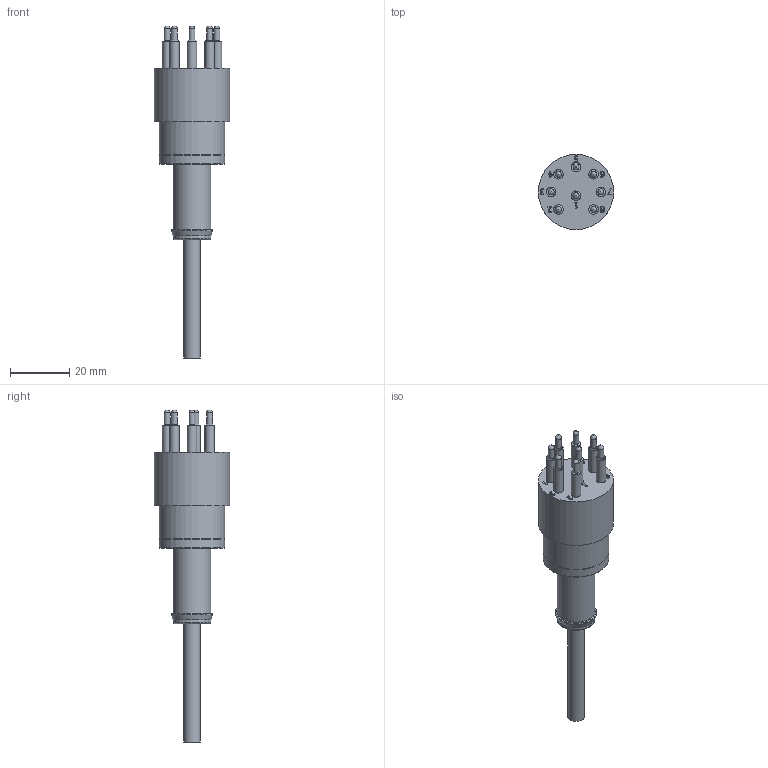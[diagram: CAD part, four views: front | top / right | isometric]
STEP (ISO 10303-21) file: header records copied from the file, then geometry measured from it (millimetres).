
FILE_DESCRIPTION(/* description */ ('STEP AP214'),/* implementation_level */ '2;1');
FILE_NAME(/* name */ 'DPBOF8M.stp',/* time_stamp */ '2021-01-13T08:27:06+01:00',/* author */ ('sh'),/* organization */ (''),/* preprocessor_version */ 'ST-DEVELOPER v17.2',/* originating_system */ 'Autodesk Inventor 2019',/* authorisation */ '');
FILE_SCHEMA (('AUTOMOTIVE_DESIGN { 1 0 10303 214 3 1 1 }'));
Length unit declared in the file: inch
Products named in the file (1): 01210720
Bounding box: 25.35 x 25.35 x 111.84 mm (x, y, z)
Volume: 17967.8 mm3; surface area: 7246.8 mm2
Topology: 2 solids, 2 shells, 250 faces, 688 edges, 476 vertices
Faces by surface type: plane 94, bspline 90, cone 37, cylinder 24, torus 5
Full cylindrical faces by diameter (mm): 1.986 x8, 3.175 x8, 5.588 x2, 8.382 x1, 12.7 x2, 22.149 x2, 25.349 x1
Entity records: 9012 total; most frequent: CARTESIAN_POINT 2689, ORIENTED_EDGE 1376, DIRECTION 1059, EDGE_CURVE 688, VERTEX_POINT 476, AXIS2_PLACEMENT_3D 374, LINE 311, VECTOR 311
